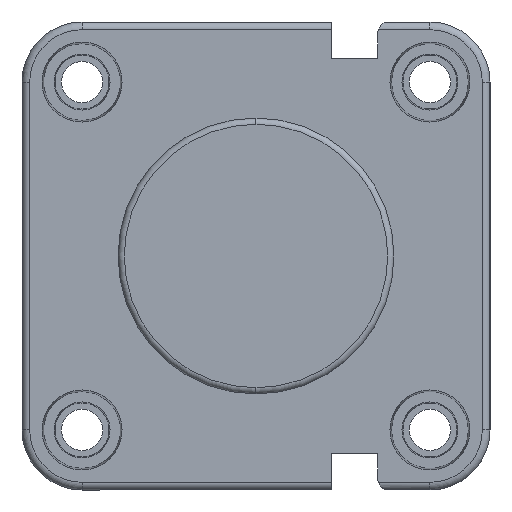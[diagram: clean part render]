
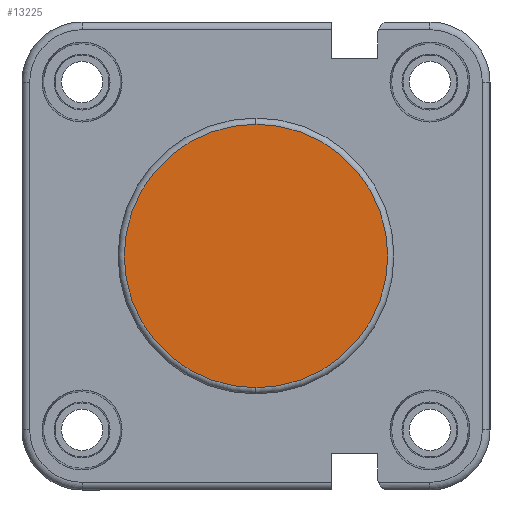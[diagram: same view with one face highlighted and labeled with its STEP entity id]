
A CAD part, left-side view. The second image highlights one B-rep face of the part: STEP entity #13225.
In plain terms, the highlighted planar face has unit normal (-1, 0, 0).
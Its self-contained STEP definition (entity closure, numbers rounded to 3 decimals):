
#1088 = ORIENTED_EDGE ( 'NONE', *, *, #17109, .T. ) ;
#1788 = CIRCLE ( 'NONE', #19385, 21.4 ) ;
#1976 = CARTESIAN_POINT ( 'NONE',  ( 0., 0., 0. ) ) ;
#2253 = CARTESIAN_POINT ( 'NONE',  ( 0., 0., 21.4 ) ) ;
#3372 = EDGE_LOOP ( 'NONE', ( #5659, #1088 ) ) ;
#4248 = EDGE_CURVE ( 'NONE', #10881, #18289, #19790, .T. ) ;
#5298 = DIRECTION ( 'NONE',  ( 0., 0., 1. ) ) ;
#5659 = ORIENTED_EDGE ( 'NONE', *, *, #4248, .T. ) ;
#6282 = CARTESIAN_POINT ( 'NONE',  ( 0., 0., 0. ) ) ;
#6509 = AXIS2_PLACEMENT_3D ( 'NONE', #1976, #12489, #18589 ) ;
#6851 = DIRECTION ( 'NONE',  ( -1., 0., 0. ) ) ;
#6973 = PLANE ( 'NONE',  #8300 ) ;
#8300 = AXIS2_PLACEMENT_3D ( 'NONE', #19232, #6851, #5298 ) ;
#10881 = VERTEX_POINT ( 'NONE', #2253 ) ;
#12489 = DIRECTION ( 'NONE',  ( -1., 0., 0. ) ) ;
#12594 = DIRECTION ( 'NONE',  ( 0., 0., 1. ) ) ;
#13225 = ADVANCED_FACE ( 'NONE', ( #15632 ), #6973, .T. ) ;
#14148 = CARTESIAN_POINT ( 'NONE',  ( 0., 0., -21.4 ) ) ;
#15483 = DIRECTION ( 'NONE',  ( -1., 0., 0. ) ) ;
#15632 = FACE_OUTER_BOUND ( 'NONE', #3372, .T. ) ;
#17109 = EDGE_CURVE ( 'NONE', #18289, #10881, #1788, .T. ) ;
#18289 = VERTEX_POINT ( 'NONE', #14148 ) ;
#18589 = DIRECTION ( 'NONE',  ( 0., 0., 1. ) ) ;
#19232 = CARTESIAN_POINT ( 'NONE',  ( 0., 0., 0. ) ) ;
#19385 = AXIS2_PLACEMENT_3D ( 'NONE', #6282, #15483, #12594 ) ;
#19790 = CIRCLE ( 'NONE', #6509, 21.4 ) ;
